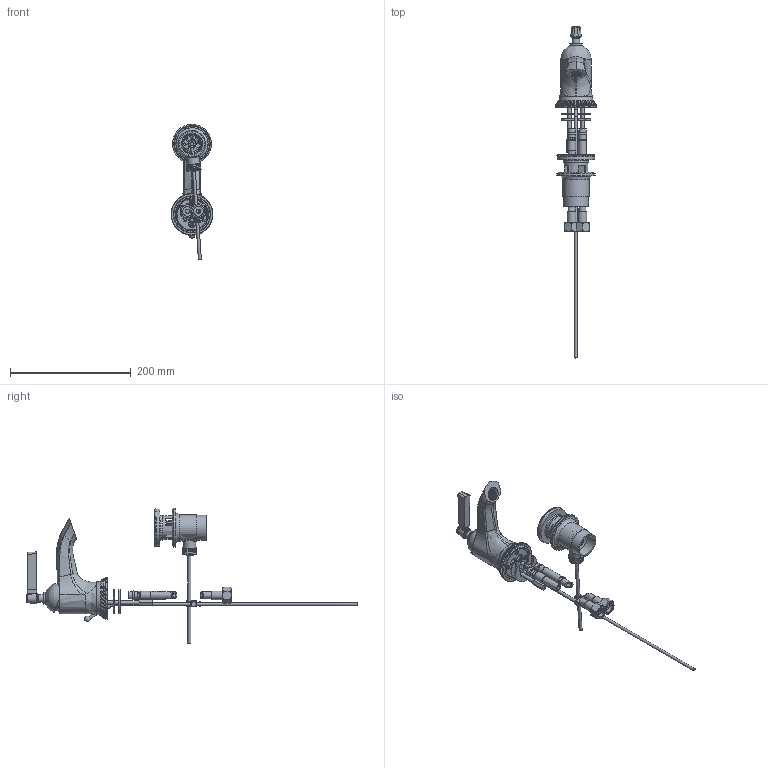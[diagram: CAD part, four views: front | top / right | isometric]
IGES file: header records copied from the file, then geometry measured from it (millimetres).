
Global section: file name: V6K09M    V6K09MB; native system: Autodesk Inventor 2014; preprocessor: unknown; author: adaniels; date: 20130806.110445; units: millimetre
Bounding box: 68.99 x 549.89 x 223.83 mm (x, y, z)
Volume: 355826.8 mm3; surface area: 202920.3 mm2
Topology: 51 solids, 51 shells, 3304 faces, 8517 edges, 5441 vertices
Faces by surface type: bspline 3304
